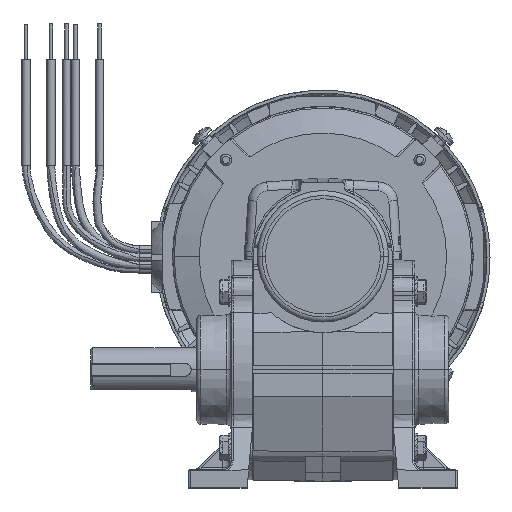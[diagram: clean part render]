
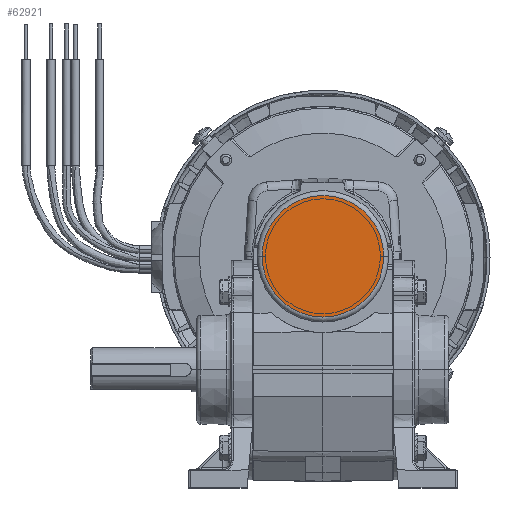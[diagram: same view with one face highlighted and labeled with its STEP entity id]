
A CAD part, top view. The second image highlights one B-rep face of the part: STEP entity #62921.
In plain terms, the highlighted face is planar.
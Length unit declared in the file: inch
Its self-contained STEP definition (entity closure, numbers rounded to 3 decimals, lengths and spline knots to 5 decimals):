
#223 = VERTEX_POINT ( 'NONE', #4800 ) ;
#4800 = CARTESIAN_POINT ( 'NONE',  ( -0.86, 0., -0.14 ) ) ;
#8079 = DIRECTION ( 'NONE',  ( 0., 0., -1. ) ) ;
#14932 = VERTEX_POINT ( 'NONE', #20664 ) ;
#19183 = CIRCLE ( 'NONE', #24901, 0.86 ) ;
#20664 = CARTESIAN_POINT ( 'NONE',  ( 0.86, 0., -0.14 ) ) ;
#22685 = DIRECTION ( 'NONE',  ( 0., 0., -1. ) ) ;
#24901 = AXIS2_PLACEMENT_3D ( 'NONE', #57786, #22685, #63675 ) ;
#32373 = PLANE ( 'NONE',  #72135 ) ;
#32624 = DIRECTION ( 'NONE',  ( -1., 0., 0. ) ) ;
#36397 = EDGE_CURVE ( 'NONE', #223, #14932, #75033, .T. ) ;
#41869 = FACE_OUTER_BOUND ( 'NONE', #71308, .T. ) ;
#42616 = ORIENTED_EDGE ( 'NONE', *, *, #60973, .T. ) ;
#43181 = CARTESIAN_POINT ( 'NONE',  ( 0., 0., -0.14 ) ) ;
#45266 = ORIENTED_EDGE ( 'NONE', *, *, #36397, .T. ) ;
#49114 = DIRECTION ( 'NONE',  ( -1., 0., 0. ) ) ;
#57786 = CARTESIAN_POINT ( 'NONE',  ( 0., 0., -0.14 ) ) ;
#60973 = EDGE_CURVE ( 'NONE', #14932, #223, #19183, .T. ) ;
#61867 = CARTESIAN_POINT ( 'NONE',  ( 0., 0.86, -0.14 ) ) ;
#62921 = ADVANCED_FACE ( 'NONE', ( #41869 ), #32373, .T. ) ;
#63675 = DIRECTION ( 'NONE',  ( -1., 0., 0. ) ) ;
#65493 = AXIS2_PLACEMENT_3D ( 'NONE', #43181, #8079, #49114 ) ;
#67773 = DIRECTION ( 'NONE',  ( 0., 0., -1. ) ) ;
#71308 = EDGE_LOOP ( 'NONE', ( #45266, #42616 ) ) ;
#72135 = AXIS2_PLACEMENT_3D ( 'NONE', #61867, #67773, #32624 ) ;
#75033 = CIRCLE ( 'NONE', #65493, 0.86 ) ;
